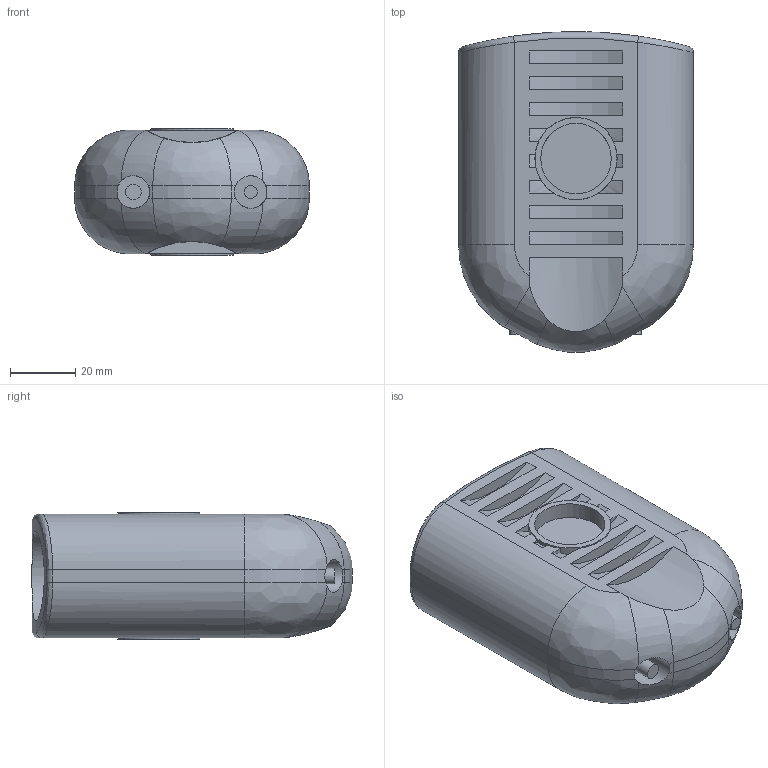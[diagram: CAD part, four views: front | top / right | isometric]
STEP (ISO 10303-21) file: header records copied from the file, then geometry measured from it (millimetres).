
FILE_DESCRIPTION(/* description */ ('PLASSON 180° ELBOW 25'),/* implementation_level */ '2;1');
FILE_NAME(/* name */ '490904025.ipt.stp',/* time_stamp */ '2017-11-06T09:12:22+02:00',/* author */ ('Кирилл'),/* organization */ (''),/* preprocessor_version */ 'ST-DEVELOPER v15.6',/* originating_system */ 'Autodesk Inventor 2015',/* authorisation */ '');
FILE_SCHEMA (('AUTOMOTIVE_DESIGN { 1 0 10303 214 3 1 1 }'));
Length unit declared in the file: millimetre
Products named in the file (1): 490904025
Bounding box: 72 x 98.18 x 38.76 mm (x, y, z)
Volume: 146218.8 mm3; surface area: 32829.9 mm2
Topology: 1 solids, 1 shells, 127 faces, 301 edges, 196 vertices
Faces by surface type: plane 62, cylinder 48, bspline 10, torus 7
Full cylindrical faces by diameter (mm): 4 x1, 4.8 x1, 10 x2, 21.6 x2, 25 x2, 25.2 x2, 27.5 x2
Entity records: 4028 total; most frequent: CARTESIAN_POINT 1164, DIRECTION 590, ORIENTED_EDGE 564, EDGE_CURVE 282, AXIS2_PLACEMENT_3D 234, VERTEX_POINT 190, EDGE_LOOP 162, FACE_OUTER_BOUND 127
